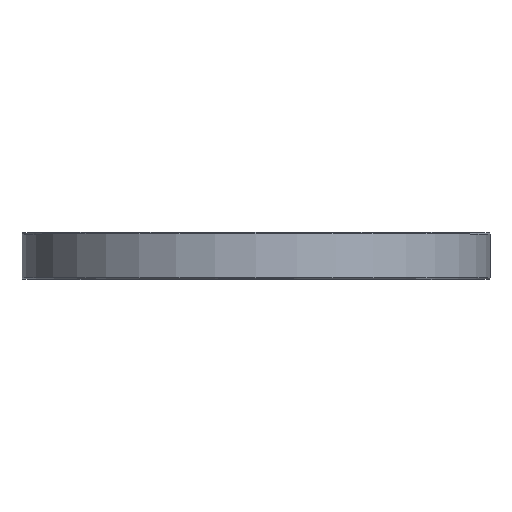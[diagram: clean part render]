
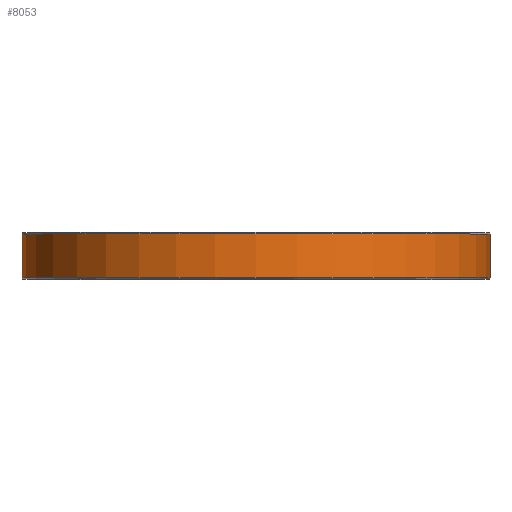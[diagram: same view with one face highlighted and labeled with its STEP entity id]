
A CAD part, top view. The second image highlights one B-rep face of the part: STEP entity #8053.
In plain terms, the highlighted cylindrical face has radius 15 mm (diameter 30 mm), a full revolution.
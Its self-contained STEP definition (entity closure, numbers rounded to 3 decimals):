
#64 = FACE_OUTER_BOUND ( 'NONE', #10028, .T. ) ;
#387 = DIRECTION ( 'NONE',  ( 0., 0., 1. ) ) ;
#625 = CIRCLE ( 'NONE', #11581, 15. ) ;
#748 = AXIS2_PLACEMENT_3D ( 'NONE', #1264, #2630, #8505 ) ;
#1264 = CARTESIAN_POINT ( 'NONE',  ( 0., 0.1, 0. ) ) ;
#2630 = DIRECTION ( 'NONE',  ( 0., 1., 0. ) ) ;
#4755 = CARTESIAN_POINT ( 'NONE',  ( 0., 0.1, 15. ) ) ;
#4999 = CARTESIAN_POINT ( 'NONE',  ( 0., 3., 0. ) ) ;
#5000 = EDGE_CURVE ( 'NONE', #10603, #10603, #625, .T. ) ;
#5285 = EDGE_LOOP ( 'NONE', ( #6794 ) ) ;
#5412 = FACE_OUTER_BOUND ( 'NONE', #5285, .T. ) ;
#5591 = EDGE_CURVE ( 'NONE', #11339, #11339, #7668, .T. ) ;
#5604 = CYLINDRICAL_SURFACE ( 'NONE', #14574, 15. ) ;
#6183 = DIRECTION ( 'NONE',  ( 0., -1., 0. ) ) ;
#6794 = ORIENTED_EDGE ( 'NONE', *, *, #5000, .T. ) ;
#7525 = DIRECTION ( 'NONE',  ( 0., -1., 0. ) ) ;
#7668 = CIRCLE ( 'NONE', #748, 15. ) ;
#8053 = ADVANCED_FACE ( 'NONE', ( #64, #5412 ), #5604, .T. ) ;
#8505 = DIRECTION ( 'NONE',  ( 0., 0., 1. ) ) ;
#8785 = CARTESIAN_POINT ( 'NONE',  ( 0., 2.9, 0. ) ) ;
#9239 = ORIENTED_EDGE ( 'NONE', *, *, #5591, .T. ) ;
#9412 = CARTESIAN_POINT ( 'NONE',  ( 0., 2.9, 15. ) ) ;
#9657 = DIRECTION ( 'NONE',  ( 0., 0., -1. ) ) ;
#10028 = EDGE_LOOP ( 'NONE', ( #9239 ) ) ;
#10603 = VERTEX_POINT ( 'NONE', #9412 ) ;
#11339 = VERTEX_POINT ( 'NONE', #4755 ) ;
#11581 = AXIS2_PLACEMENT_3D ( 'NONE', #8785, #7525, #387 ) ;
#14574 = AXIS2_PLACEMENT_3D ( 'NONE', #4999, #6183, #9657 ) ;
